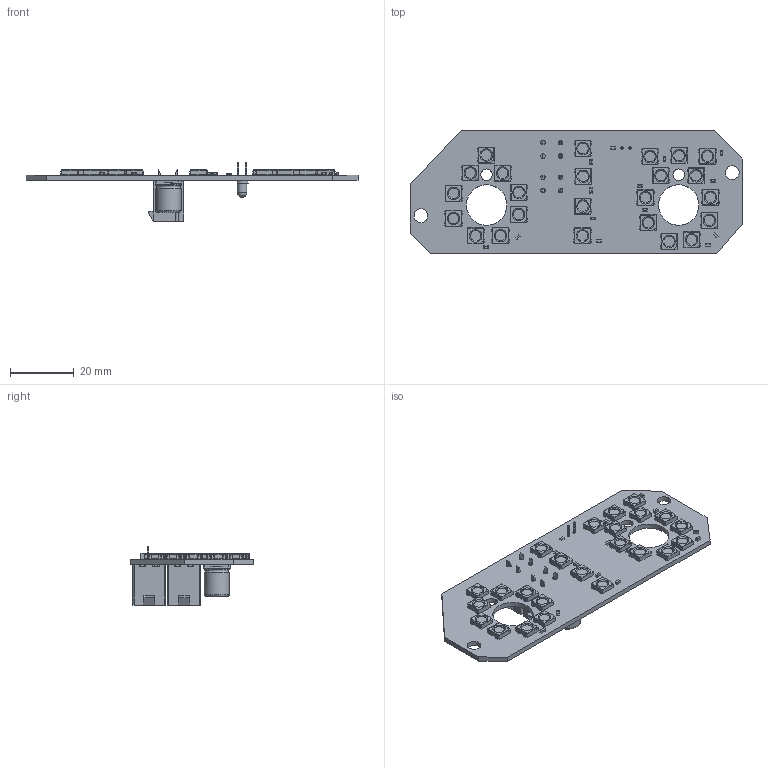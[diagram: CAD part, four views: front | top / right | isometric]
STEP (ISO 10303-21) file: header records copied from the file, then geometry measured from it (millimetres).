
FILE_DESCRIPTION(('KiCad electronic assembly'),'2;1');
FILE_NAME('HYD ISO PANEL.step','2023-04-01T13:25:53',('Pcbnew'),('Kicad' ),'Open CASCADE STEP processor 7.6','KiCad to STEP converter', 'Unknown');
FILE_SCHEMA(('AUTOMOTIVE_DESIGN { 1 0 10303 214 1 1 1 1 }'));
Length unit declared in the file: millimetre
Products named in the file (14): HYD ISO PANEL 1; LED_WS2812B_PLCC4_5.0x5.0mm_P3.2mm; SOLID; C_0603_1608Metric; R_0603_1608Metric; CP_Elec_8x10; Molex_Mini-Fit_Jr_5566-04A_2x02_P4.20mm_Vertical; LED_D3.0mm; HYD ISO PANEL PCB
Assembly tree (49 placements, depth 3):
  HYD ISO PANEL 1
    LED_WS2812B_PLCC4_5.0x5.0mm_P3.2mm  x24
      SOLID
    C_0603_1608Metric  x13
      SOLID
    R_0603_1608Metric
      SOLID
    CP_Elec_8x10
      SOLID
    Molex_Mini-Fit_Jr_5566-04A_2x02_P4.20mm_Vertical  x2
      SOLID
    LED_D3.0mm
      SOLID
    HYD ISO PANEL PCB
Bounding box: 104.26 x 38.9 x 18.3 mm (x, y, z)
Volume: 8451.7 mm3; surface area: 13247.5 mm2
Topology: 43 solids, 43 shells, 2363 faces, 6726 edges, 4429 vertices
Faces by surface type: plane 1609, cylinder 722, cone 24, torus 4, bspline 2, revolution 1, sphere 1
Full cylindrical faces by diameter (mm): 0.9 x2, 1.4 x8, 3 x1, 3.333 x24, 3.572 x2, 4.3 x2, 8 x2, 12.7 x2
Entity records: 24594 total; most frequent: CARTESIAN_POINT 4580, DIRECTION 3530, LINE 2382, VECTOR 2382, ORIENTED_EDGE 1794, PCURVE 1794, DEFINITIONAL_REPRESENTATION 1794, EDGE_CURVE 897
